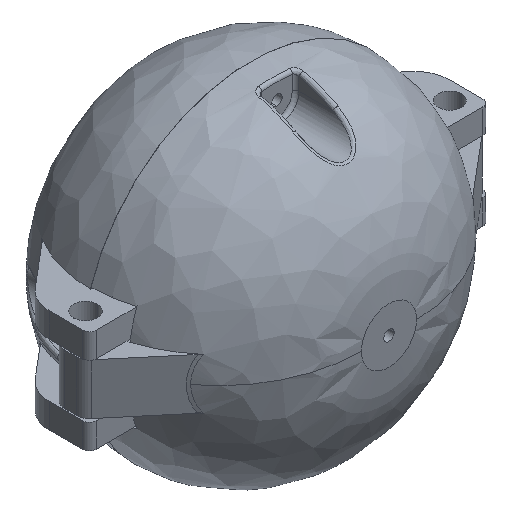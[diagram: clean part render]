
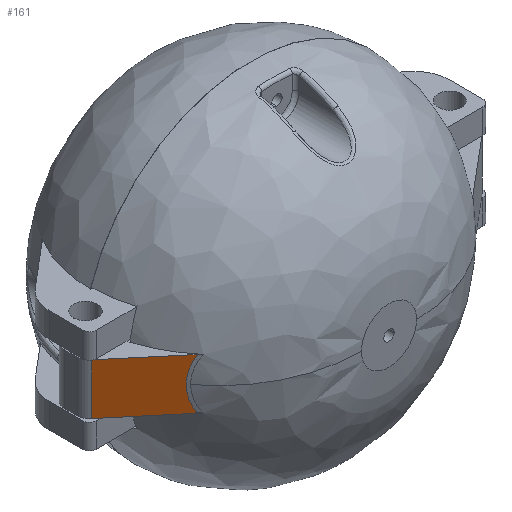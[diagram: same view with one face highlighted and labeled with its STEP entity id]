
A CAD part, isometric view. The second image highlights one B-rep face of the part: STEP entity #161.
In plain terms, the highlighted planar face has unit normal (-0.643, -0.766, 0).
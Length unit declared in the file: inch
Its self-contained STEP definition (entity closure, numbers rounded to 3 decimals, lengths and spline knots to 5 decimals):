
#34 = VERTEX_POINT ( 'NONE', #5187 ) ;
#161 = ADVANCED_FACE ( 'NONE', ( #2091 ), #5511, .T. ) ;
#422 = CARTESIAN_POINT ( 'NONE',  ( -2.04647, -1.17986, 0.25711 ) ) ;
#547 = VECTOR ( 'NONE', #6953, 39.37008 ) ;
#733 = VECTOR ( 'NONE', #7698, 39.37008 ) ;
#907 = LINE ( 'NONE', #6948, #10688 ) ;
#1438 = CARTESIAN_POINT ( 'NONE',  ( -1.99558, -1.22256, -0.36809 ) ) ;
#1489 = CARTESIAN_POINT ( 'NONE',  ( -2.0879, -1.14509, -0.03239 ) ) ;
#1550 = CARTESIAN_POINT ( 'NONE',  ( -2.01083, -1.20976, -0.34151 ) ) ;
#1982 = CARTESIAN_POINT ( 'NONE',  ( -2.06801, -1.16178, 0.17973 ) ) ;
#2070 = ORIENTED_EDGE ( 'NONE', *, *, #8254, .T. ) ;
#2091 = FACE_OUTER_BOUND ( 'NONE', #2623, .T. ) ;
#2623 = EDGE_LOOP ( 'NONE', ( #9207, #10608, #4910, #2070 ) ) ;
#2632 = LINE ( 'NONE', #7845, #547 ) ;
#2714 = DIRECTION ( 'NONE',  ( -0.643, -0.766, 0. ) ) ;
#2879 = CARTESIAN_POINT ( 'NONE',  ( -2.02911, -1.19443, 0.30081 ) ) ;
#2937 = CARTESIAN_POINT ( 'NONE',  ( -2.07742, -1.15389, 0.13164 ) ) ;
#3156 = CARTESIAN_POINT ( 'NONE',  ( -1.99448, -1.22349, 0.37 ) ) ;
#3291 = VERTEX_POINT ( 'NONE', #5316 ) ;
#3384 = LINE ( 'NONE', #6218, #733 ) ;
#3941 = CARTESIAN_POINT ( 'NONE',  ( -2.02286, -1.19967, 0.31509 ) ) ;
#4071 = CARTESIAN_POINT ( 'NONE',  ( -2.04708, -1.17935, -0.25533 ) ) ;
#4543 = EDGE_CURVE ( 'NONE', #34, #11061, #907, .T. ) ;
#4620 = CARTESIAN_POINT ( 'NONE',  ( -2.07149, -1.15886, 0.16372 ) ) ;
#4727 = CARTESIAN_POINT ( 'NONE',  ( -2.05619, -1.1717, 0.22683 ) ) ;
#4854 = CARTESIAN_POINT ( 'NONE',  ( -2.02412, -1.19861, -0.3136 ) ) ;
#4910 = ORIENTED_EDGE ( 'NONE', *, *, #4543, .F. ) ;
#4967 = CARTESIAN_POINT ( 'NONE',  ( -2.08784, -1.14514, 0.03389 ) ) ;
#5187 = CARTESIAN_POINT ( 'NONE',  ( -2.83292, -0.51995, 0.37 ) ) ;
#5213 = DIRECTION ( 'NONE',  ( 0.766, -0.643, 0. ) ) ;
#5316 = CARTESIAN_POINT ( 'NONE',  ( -1.99558, -1.22256, -0.36809 ) ) ;
#5511 = PLANE ( 'NONE',  #5814 ) ;
#5745 = CARTESIAN_POINT ( 'NONE',  ( -2.05675, -1.17123, -0.22495 ) ) ;
#5814 = AXIS2_PLACEMENT_3D ( 'NONE', #8247, #2714, #8925 ) ;
#6218 = CARTESIAN_POINT ( 'NONE',  ( -2.90436, -0.46, -0.36809 ) ) ;
#6287 = CARTESIAN_POINT ( 'NONE',  ( -2.00214, -1.21705, 0.35675 ) ) ;
#6948 = CARTESIAN_POINT ( 'NONE',  ( -2.90436, -0.46, 0.37 ) ) ;
#6953 = DIRECTION ( 'NONE',  ( 0., 0., -1. ) ) ;
#7055 = VERTEX_POINT ( 'NONE', #10899 ) ;
#7200 = EDGE_CURVE ( 'NONE', #3291, #7055, #3384, .T. ) ;
#7275 = B_SPLINE_CURVE_WITH_KNOTS ( 'NONE', 3,
 ( #1438, #1550, #4854, #4071, #5745, #7481, #10905, #9167, #1489, #4967, #8092, #8873, #2937, #4620, #1982, #4727, #422, #2879, #3941, #9881, #6287, #8141 ),
 .UNSPECIFIED., .F., .F.,
 ( 4, 2, 2, 2, 2, 2, 2, 2, 2, 2, 4 ),
 ( 0., 0.0025, 0.00499, 0.00749, 0.00999, 0.01248, 0.01373, 0.01498, 0.01747, 0.01872, 0.01997 ),
 .UNSPECIFIED. ) ;
#7481 = CARTESIAN_POINT ( 'NONE',  ( -2.07241, -1.15809, -0.16182 ) ) ;
#7698 = DIRECTION ( 'NONE',  ( -0.766, 0.643, 0. ) ) ;
#7845 = CARTESIAN_POINT ( 'NONE',  ( -2.83292, -0.51995, -0.36809 ) ) ;
#8092 = CARTESIAN_POINT ( 'NONE',  ( -2.08582, -1.14684, 0.0668 ) ) ;
#8141 = CARTESIAN_POINT ( 'NONE',  ( -1.99448, -1.22349, 0.37 ) ) ;
#8247 = CARTESIAN_POINT ( 'NONE',  ( -2.90436, -0.46, -1.98331 ) ) ;
#8254 = EDGE_CURVE ( 'NONE', #34, #7055, #2632, .T. ) ;
#8873 = CARTESIAN_POINT ( 'NONE',  ( -2.07988, -1.15182, 0.1155 ) ) ;
#8925 = DIRECTION ( 'NONE',  ( 0.766, -0.643, 0. ) ) ;
#9167 = CARTESIAN_POINT ( 'NONE',  ( -2.08595, -1.14673, -0.06514 ) ) ;
#9207 = ORIENTED_EDGE ( 'NONE', *, *, #7200, .F. ) ;
#9881 = CARTESIAN_POINT ( 'NONE',  ( -2.00938, -1.21098, 0.34305 ) ) ;
#10608 = ORIENTED_EDGE ( 'NONE', *, *, #10810, .T. ) ;
#10688 = VECTOR ( 'NONE', #5213, 39.37008 ) ;
#10810 = EDGE_CURVE ( 'NONE', #3291, #11061, #7275, .T. ) ;
#10899 = CARTESIAN_POINT ( 'NONE',  ( -2.83292, -0.51995, -0.36809 ) ) ;
#10905 = CARTESIAN_POINT ( 'NONE',  ( -2.07821, -1.15323, -0.12985 ) ) ;
#11061 = VERTEX_POINT ( 'NONE', #3156 ) ;
